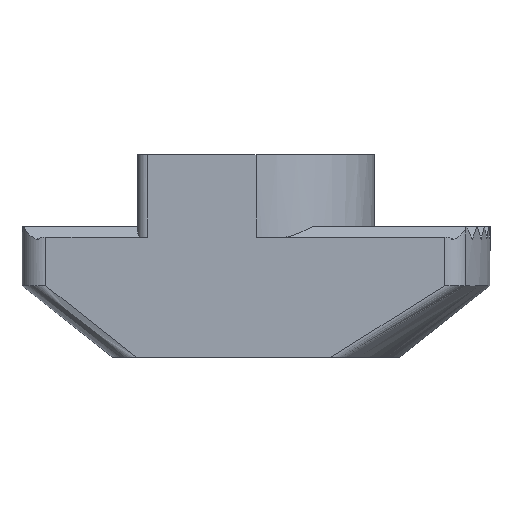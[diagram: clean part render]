
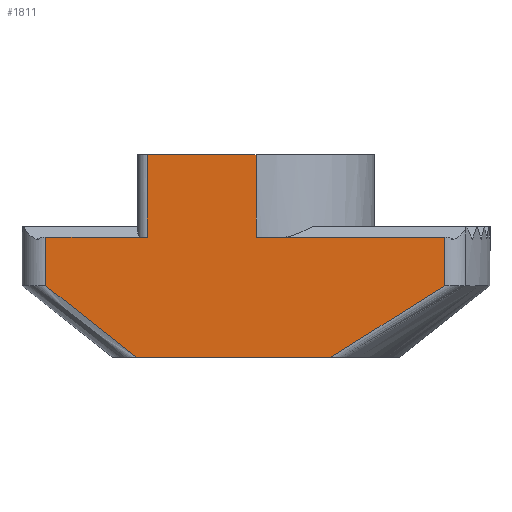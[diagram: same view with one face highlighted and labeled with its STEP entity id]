
A CAD part, front view. The second image highlights one B-rep face of the part: STEP entity #1811.
In plain terms, the highlighted planar face has unit normal (0, -1, 0).
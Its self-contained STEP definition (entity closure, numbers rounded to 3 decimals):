
#22 = VERTEX_POINT ( 'NONE', #3858 ) ;
#81 = DIRECTION ( 'NONE',  ( 0., 0., -1. ) ) ;
#99 = CARTESIAN_POINT ( 'NONE',  ( 0., -4.9, 5.5 ) ) ;
#165 = LINE ( 'NONE', #412, #1178 ) ;
#189 = VERTEX_POINT ( 'NONE', #846 ) ;
#290 = CARTESIAN_POINT ( 'NONE',  ( -4.55, -4.9, 2.04 ) ) ;
#395 = LINE ( 'NONE', #3569, #454 ) ;
#403 = VECTOR ( 'NONE', #1893, 1000. ) ;
#412 = CARTESIAN_POINT ( 'NONE',  ( 3.129, -4.9, -3. ) ) ;
#413 = DIRECTION ( 'NONE',  ( 1., 0., 0. ) ) ;
#454 = VECTOR ( 'NONE', #3807, 1000. ) ;
#588 = EDGE_LOOP ( 'NONE', ( #2035, #4169, #1710, #3787, #4428, #1599, #2177, #4954, #1791, #4567 ) ) ;
#689 = AXIS2_PLACEMENT_3D ( 'NONE', #1012, #3746, #3763 ) ;
#782 = VERTEX_POINT ( 'NONE', #2128 ) ;
#824 = DIRECTION ( 'NONE',  ( 1., 0., 0. ) ) ;
#827 = EDGE_CURVE ( 'NONE', #1450, #3104, #913, .T. ) ;
#846 = CARTESIAN_POINT ( 'NONE',  ( -5., -4.9, -3. ) ) ;
#866 = CARTESIAN_POINT ( 'NONE',  ( -8.8, -4.9, 2.04 ) ) ;
#871 = DIRECTION ( 'NONE',  ( 0., 0., -1. ) ) ;
#897 = CARTESIAN_POINT ( 'NONE',  ( 7.889, -4.9, 0. ) ) ;
#901 = EDGE_CURVE ( 'NONE', #3096, #1450, #1522, .T. ) ;
#913 = LINE ( 'NONE', #2063, #5272 ) ;
#942 = CARTESIAN_POINT ( 'NONE',  ( 7.889, -4.9, 2.04 ) ) ;
#1012 = CARTESIAN_POINT ( 'NONE',  ( -8.8, -4.9, 0. ) ) ;
#1084 = VERTEX_POINT ( 'NONE', #942 ) ;
#1148 = EDGE_CURVE ( 'NONE', #1084, #3085, #1252, .T. ) ;
#1178 = VECTOR ( 'NONE', #413, 1000. ) ;
#1213 = FACE_OUTER_BOUND ( 'NONE', #588, .T. ) ;
#1252 = LINE ( 'NONE', #897, #3193 ) ;
#1389 = EDGE_CURVE ( 'NONE', #189, #3913, #165, .T. ) ;
#1429 = VECTOR ( 'NONE', #2254, 1000. ) ;
#1450 = VERTEX_POINT ( 'NONE', #290 ) ;
#1522 = LINE ( 'NONE', #1817, #403 ) ;
#1599 = ORIENTED_EDGE ( 'NONE', *, *, #3042, .F. ) ;
#1643 = EDGE_CURVE ( 'NONE', #2356, #22, #5310, .T. ) ;
#1710 = ORIENTED_EDGE ( 'NONE', *, *, #1854, .F. ) ;
#1791 = ORIENTED_EDGE ( 'NONE', *, *, #1643, .F. ) ;
#1811 = ADVANCED_FACE ( 'NONE', ( #1213 ), #3595, .F. ) ;
#1817 = CARTESIAN_POINT ( 'NONE',  ( -8.8, -4.9, 2.04 ) ) ;
#1854 = EDGE_CURVE ( 'NONE', #782, #3096, #395, .T. ) ;
#1893 = DIRECTION ( 'NONE',  ( 1., 0., 0. ) ) ;
#2008 = DIRECTION ( 'NONE',  ( 0., 0., 1. ) ) ;
#2035 = ORIENTED_EDGE ( 'NONE', *, *, #827, .F. ) ;
#2063 = CARTESIAN_POINT ( 'NONE',  ( -4.55, -4.9, 0. ) ) ;
#2098 = EDGE_CURVE ( 'NONE', #3104, #2356, #2781, .T. ) ;
#2128 = CARTESIAN_POINT ( 'NONE',  ( -8.8, -4.9, 0. ) ) ;
#2177 = ORIENTED_EDGE ( 'NONE', *, *, #1148, .F. ) ;
#2254 = DIRECTION ( 'NONE',  ( -0.785, 0., 0.62 ) ) ;
#2271 = CARTESIAN_POINT ( 'NONE',  ( -5., -4.9, -3. ) ) ;
#2321 = CARTESIAN_POINT ( 'NONE',  ( 3.129, -4.9, -3. ) ) ;
#2356 = VERTEX_POINT ( 'NONE', #4956 ) ;
#2557 = LINE ( 'NONE', #2271, #1429 ) ;
#2624 = EDGE_CURVE ( 'NONE', #189, #782, #2557, .T. ) ;
#2731 = VECTOR ( 'NONE', #4520, 1000. ) ;
#2781 = LINE ( 'NONE', #4553, #2731 ) ;
#3042 = EDGE_CURVE ( 'NONE', #3085, #3913, #3324, .T. ) ;
#3085 = VERTEX_POINT ( 'NONE', #3229 ) ;
#3096 = VERTEX_POINT ( 'NONE', #3150 ) ;
#3104 = VERTEX_POINT ( 'NONE', #3141 ) ;
#3132 = VECTOR ( 'NONE', #824, 1000. ) ;
#3141 = CARTESIAN_POINT ( 'NONE',  ( -4.55, -4.9, 5.5 ) ) ;
#3150 = CARTESIAN_POINT ( 'NONE',  ( -8.8, -4.9, 2.04 ) ) ;
#3193 = VECTOR ( 'NONE', #871, 1000. ) ;
#3229 = CARTESIAN_POINT ( 'NONE',  ( 7.889, -4.9, 0. ) ) ;
#3324 = LINE ( 'NONE', #3749, #3649 ) ;
#3569 = CARTESIAN_POINT ( 'NONE',  ( -8.8, -4.9, 0. ) ) ;
#3595 = PLANE ( 'NONE',  #689 ) ;
#3607 = DIRECTION ( 'NONE',  ( -0.846, 0., -0.533 ) ) ;
#3649 = VECTOR ( 'NONE', #3607, 1000. ) ;
#3746 = DIRECTION ( 'NONE',  ( 0., 1., 0. ) ) ;
#3749 = CARTESIAN_POINT ( 'NONE',  ( 7.889, -4.9, 0. ) ) ;
#3763 = DIRECTION ( 'NONE',  ( 0., 0., 1. ) ) ;
#3771 = EDGE_CURVE ( 'NONE', #22, #1084, #5358, .T. ) ;
#3787 = ORIENTED_EDGE ( 'NONE', *, *, #2624, .F. ) ;
#3807 = DIRECTION ( 'NONE',  ( 0., 0., 1. ) ) ;
#3858 = CARTESIAN_POINT ( 'NONE',  ( 0., -4.9, 2.04 ) ) ;
#3913 = VERTEX_POINT ( 'NONE', #2321 ) ;
#4046 = VECTOR ( 'NONE', #81, 1000. ) ;
#4169 = ORIENTED_EDGE ( 'NONE', *, *, #901, .F. ) ;
#4428 = ORIENTED_EDGE ( 'NONE', *, *, #1389, .T. ) ;
#4520 = DIRECTION ( 'NONE',  ( 1., 0., 0. ) ) ;
#4553 = CARTESIAN_POINT ( 'NONE',  ( 0., -4.9, 5.5 ) ) ;
#4567 = ORIENTED_EDGE ( 'NONE', *, *, #2098, .F. ) ;
#4954 = ORIENTED_EDGE ( 'NONE', *, *, #3771, .F. ) ;
#4956 = CARTESIAN_POINT ( 'NONE',  ( 0., -4.9, 5.5 ) ) ;
#5272 = VECTOR ( 'NONE', #2008, 1000. ) ;
#5310 = LINE ( 'NONE', #99, #4046 ) ;
#5358 = LINE ( 'NONE', #866, #3132 ) ;
